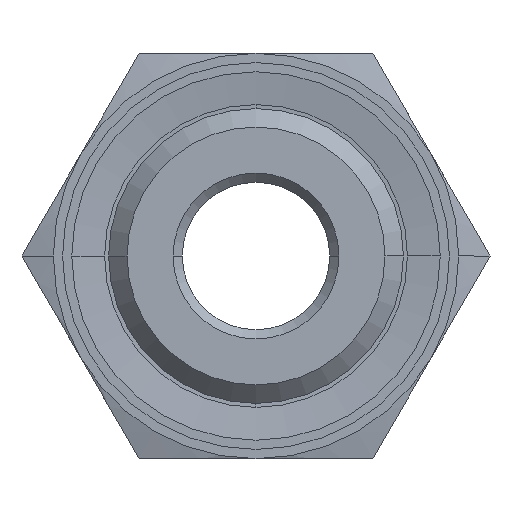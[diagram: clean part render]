
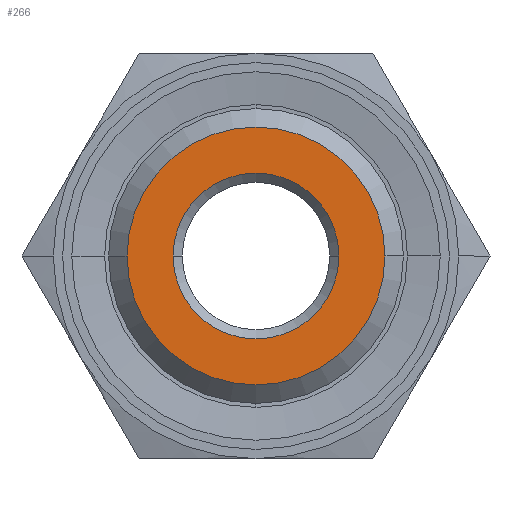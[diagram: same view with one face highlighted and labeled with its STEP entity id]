
A CAD part, left-side view. The second image highlights one B-rep face of the part: STEP entity #266.
In plain terms, the highlighted planar face has unit normal (-1, 0, 0).
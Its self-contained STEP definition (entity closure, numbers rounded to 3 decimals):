
#266 = ADVANCED_FACE( '', ( #511, #512 ), #513, .T. );
#511 = FACE_BOUND( '', #805, .T. );
#512 = FACE_OUTER_BOUND( '', #806, .T. );
#513 = PLANE( '', #807 );
#805 = EDGE_LOOP( '', ( #1633, #1634 ) );
#806 = EDGE_LOOP( '', ( #1635, #1636 ) );
#807 = AXIS2_PLACEMENT_3D( '', #1637, #1638, #1639 );
#1633 = ORIENTED_EDGE( '', *, *, #2162, .F. );
#1634 = ORIENTED_EDGE( '', *, *, #2009, .F. );
#1635 = ORIENTED_EDGE( '', *, *, #1959, .T. );
#1636 = ORIENTED_EDGE( '', *, *, #2181, .T. );
#1637 = CARTESIAN_POINT( '', ( -15.5, 5.75, 0. ) );
#1638 = DIRECTION( '', ( -1., 0., 0. ) );
#1639 = DIRECTION( '', ( 0., 1., 0. ) );
#1959 = EDGE_CURVE( '', #2275, #2279, #2281, .T. );
#2009 = EDGE_CURVE( '', #2369, #2367, #2371, .T. );
#2162 = EDGE_CURVE( '', #2367, #2369, #2620, .T. );
#2181 = EDGE_CURVE( '', #2279, #2275, #2639, .T. );
#2275 = VERTEX_POINT( '', #2785 );
#2279 = VERTEX_POINT( '', #2790 );
#2281 = CIRCLE( '', #2793, 7. );
#2367 = VERTEX_POINT( '', #2903 );
#2369 = VERTEX_POINT( '', #2906 );
#2371 = CIRCLE( '', #2909, 4.5 );
#2620 = CIRCLE( '', #3470, 4.5 );
#2639 = CIRCLE( '', #3489, 7. );
#2785 = CARTESIAN_POINT( '', ( -15.5, 7., 0. ) );
#2790 = CARTESIAN_POINT( '', ( -15.5, -7., 0. ) );
#2793 = AXIS2_PLACEMENT_3D( '', #3883, #3884, #3885 );
#2903 = CARTESIAN_POINT( '', ( -15.5, 4.5, 0. ) );
#2906 = CARTESIAN_POINT( '', ( -15.5, -4.5, 0. ) );
#2909 = AXIS2_PLACEMENT_3D( '', #3981, #3982, #3983 );
#3470 = AXIS2_PLACEMENT_3D( '', #4176, #4177, #4178 );
#3489 = AXIS2_PLACEMENT_3D( '', #4233, #4234, #4235 );
#3883 = CARTESIAN_POINT( '', ( -15.5, 0., 0. ) );
#3884 = DIRECTION( '', ( -1., 0., 0. ) );
#3885 = DIRECTION( '', ( 0., 1., 0. ) );
#3981 = CARTESIAN_POINT( '', ( -15.5, 0., 0. ) );
#3982 = DIRECTION( '', ( -1., 0., 0. ) );
#3983 = DIRECTION( '', ( 0., 1., 0. ) );
#4176 = CARTESIAN_POINT( '', ( -15.5, 0., 0. ) );
#4177 = DIRECTION( '', ( -1., 0., 0. ) );
#4178 = DIRECTION( '', ( 0., 1., 0. ) );
#4233 = CARTESIAN_POINT( '', ( -15.5, 0., 0. ) );
#4234 = DIRECTION( '', ( -1., 0., 0. ) );
#4235 = DIRECTION( '', ( 0., 1., 0. ) );
